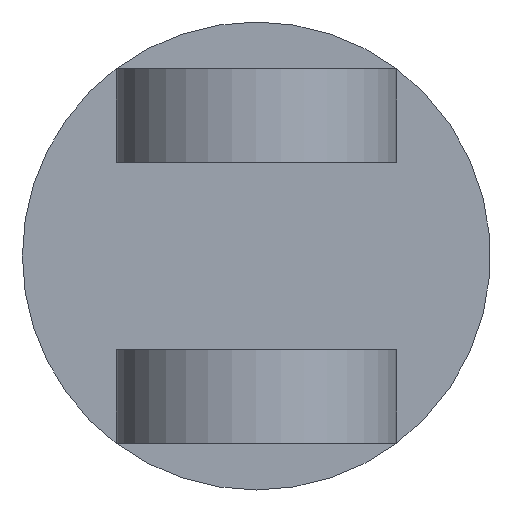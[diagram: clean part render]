
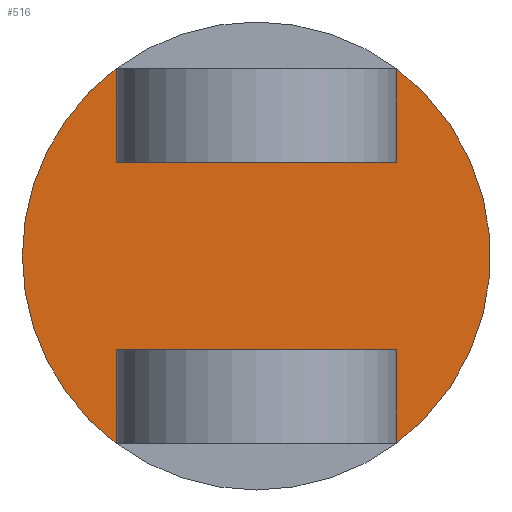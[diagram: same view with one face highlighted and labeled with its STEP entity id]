
A CAD part, left-side view. The second image highlights one B-rep face of the part: STEP entity #516.
In plain terms, the highlighted planar face has unit normal (-1, 0, 0).
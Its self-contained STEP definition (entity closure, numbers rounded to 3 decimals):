
#38=PLANE('',#582);
#66=FACE_OUTER_BOUND('',#103,.T.);
#103=EDGE_LOOP('',(#431,#432,#433,#434,#435,#436,#437,#438,#439));
#140=LINE('',#847,#185);
#146=LINE('',#870,#191);
#147=LINE('',#871,#192);
#148=LINE('',#873,#193);
#149=LINE('',#874,#194);
#150=LINE('',#878,#195);
#185=VECTOR('',#694,10.);
#191=VECTOR('',#716,10.);
#192=VECTOR('',#717,10.);
#193=VECTOR('',#720,10.);
#194=VECTOR('',#721,10.);
#195=VECTOR('',#726,10.);
#226=CIRCLE('',#583,25.);
#227=CIRCLE('',#584,25.);
#228=CIRCLE('',#585,25.);
#257=VERTEX_POINT('',#844);
#258=VERTEX_POINT('',#846);
#260=VERTEX_POINT('',#852);
#261=VERTEX_POINT('',#853);
#263=VERTEX_POINT('',#858);
#264=VERTEX_POINT('',#860);
#266=VERTEX_POINT('',#868);
#267=VERTEX_POINT('',#869);
#268=VERTEX_POINT('',#875);
#315=EDGE_CURVE('',#258,#257,#140,.T.);
#325=EDGE_CURVE('',#266,#267,#146,.T.);
#326=EDGE_CURVE('',#267,#264,#147,.T.);
#327=EDGE_CURVE('',#261,#264,#226,.T.);
#328=EDGE_CURVE('',#261,#258,#148,.T.);
#329=EDGE_CURVE('',#260,#257,#149,.T.);
#330=EDGE_CURVE('',#268,#260,#227,.T.);
#331=EDGE_CURVE('',#263,#268,#228,.T.);
#332=EDGE_CURVE('',#266,#263,#150,.T.);
#431=ORIENTED_EDGE('',*,*,#325,.T.);
#432=ORIENTED_EDGE('',*,*,#326,.T.);
#433=ORIENTED_EDGE('',*,*,#327,.F.);
#434=ORIENTED_EDGE('',*,*,#328,.T.);
#435=ORIENTED_EDGE('',*,*,#315,.T.);
#436=ORIENTED_EDGE('',*,*,#329,.F.);
#437=ORIENTED_EDGE('',*,*,#330,.F.);
#438=ORIENTED_EDGE('',*,*,#331,.F.);
#439=ORIENTED_EDGE('',*,*,#332,.F.);
#516=ADVANCED_FACE('',(#66),#38,.F.);
#582=AXIS2_PLACEMENT_3D('',#867,#714,#715);
#583=AXIS2_PLACEMENT_3D('',#872,#718,#719);
#584=AXIS2_PLACEMENT_3D('',#876,#722,#723);
#585=AXIS2_PLACEMENT_3D('',#877,#724,#725);
#694=DIRECTION('',(0.,1.,0.));
#714=DIRECTION('center_axis',(1.,0.,0.));
#715=DIRECTION('ref_axis',(0.,1.,0.));
#716=DIRECTION('',(0.,-1.,0.));
#717=DIRECTION('',(0.,0.,-1.));
#718=DIRECTION('center_axis',(1.,0.,0.));
#719=DIRECTION('ref_axis',(0.,-1.,0.));
#720=DIRECTION('',(0.,0.,-1.));
#721=DIRECTION('',(0.,0.,-1.));
#722=DIRECTION('center_axis',(1.,0.,0.));
#723=DIRECTION('ref_axis',(0.,-1.,0.));
#724=DIRECTION('center_axis',(1.,0.,0.));
#725=DIRECTION('ref_axis',(0.,-1.,0.));
#726=DIRECTION('',(0.,0.,-1.));
#844=CARTESIAN_POINT('',(-945.,805.,213.2));
#846=CARTESIAN_POINT('',(-945.,775.,213.2));
#847=CARTESIAN_POINT('',(-945.,765.,213.2));
#852=CARTESIAN_POINT('',(-945.,805.,223.2));
#853=CARTESIAN_POINT('',(-945.,775.,223.2));
#858=CARTESIAN_POINT('',(-945.,805.,183.2));
#860=CARTESIAN_POINT('',(-945.,775.,183.2));
#867=CARTESIAN_POINT('Origin',(-945.,765.,203.2));
#868=CARTESIAN_POINT('',(-945.,805.,193.2));
#869=CARTESIAN_POINT('',(-945.,775.,193.2));
#870=CARTESIAN_POINT('',(-945.,765.,193.2));
#871=CARTESIAN_POINT('',(-945.,775.,223.2));
#872=CARTESIAN_POINT('Origin',(-945.,790.,203.2));
#873=CARTESIAN_POINT('',(-945.,775.,223.2));
#874=CARTESIAN_POINT('',(-945.,805.,223.2));
#875=CARTESIAN_POINT('',(-945.,815.,203.2));
#876=CARTESIAN_POINT('Origin',(-945.,790.,203.2));
#877=CARTESIAN_POINT('Origin',(-945.,790.,203.2));
#878=CARTESIAN_POINT('',(-945.,805.,223.2));
